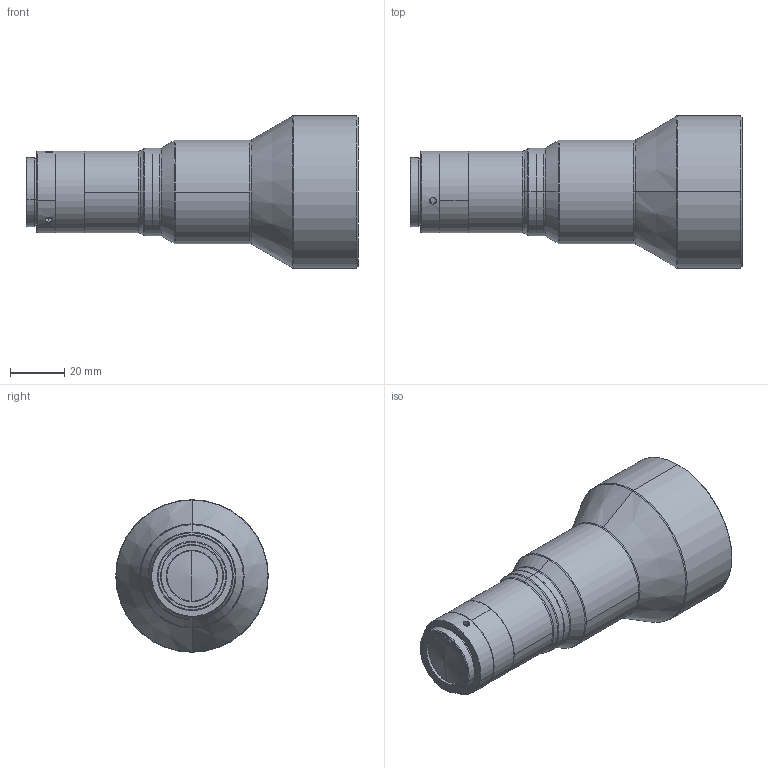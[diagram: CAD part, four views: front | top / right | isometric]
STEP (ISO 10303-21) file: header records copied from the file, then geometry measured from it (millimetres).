
FILE_DESCRIPTION (( 'STEP AP203' ), '1' );
FILE_NAME ('WWK03-110-230.STEP', '2019-06-04T02:53:25', ( '' ), ( '' ), 'SwSTEP 2.0', 'SolidWorks 2017', '' );
FILE_SCHEMA (( 'CONFIG_CONTROL_DESIGN' ));
Length unit declared in the file: millimetre
Products named in the file (1): WWK03-110-230
Bounding box: 121.9 x 56 x 56 mm (x, y, z)
Volume: 155360.1 mm3; surface area: 19014.2 mm2
Topology: 1 solids, 1 shells, 86 faces, 193 edges, 116 vertices
Faces by surface type: cone 36, cylinder 30, bspline 12, plane 8
Entity records: 2767 total; most frequent: CARTESIAN_POINT 830, DIRECTION 408, ORIENTED_EDGE 378, EDGE_CURVE 189, AXIS2_PLACEMENT_3D 174, VERTEX_POINT 116, CIRCLE 99, EDGE_LOOP 97
